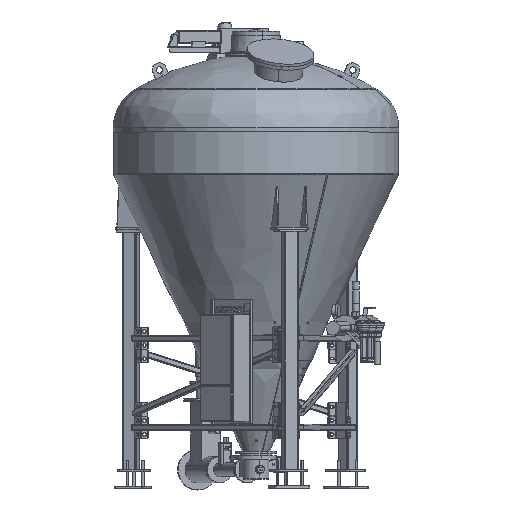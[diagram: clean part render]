
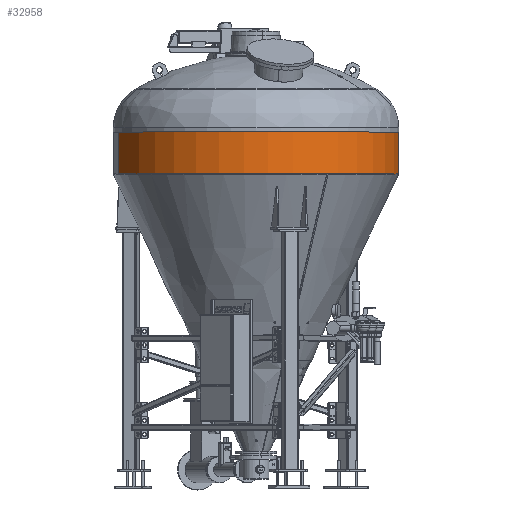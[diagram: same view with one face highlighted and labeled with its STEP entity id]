
A CAD part, top view. The second image highlights one B-rep face of the part: STEP entity #32958.
In plain terms, the highlighted cylindrical face has radius 1200 mm (diameter 2400 mm), a partial arc.
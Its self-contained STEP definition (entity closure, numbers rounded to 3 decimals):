
#655 = ORIENTED_EDGE ( 'NONE', *, *, #72014, .T. ) ;
#2731 = CIRCLE ( 'NONE', #68738, 1200. ) ;
#3108 = ORIENTED_EDGE ( 'NONE', *, *, #68468, .F. ) ;
#4245 = DIRECTION ( 'NONE',  ( 0., 1., 0. ) ) ;
#4792 = DIRECTION ( 'NONE',  ( 0., -1., 0. ) ) ;
#9248 = CYLINDRICAL_SURFACE ( 'NONE', #53562, 1200. ) ;
#11517 = DIRECTION ( 'NONE',  ( 0., -1., 0. ) ) ;
#12025 = CARTESIAN_POINT ( 'NONE',  ( 185.109, 348.548, -964.08 ) ) ;
#18384 = VERTEX_POINT ( 'NONE', #27922 ) ;
#18422 = VECTOR ( 'NONE', #4792, 1000. ) ;
#21593 = VECTOR ( 'NONE', #11517, 1000. ) ;
#24842 = AXIS2_PLACEMENT_3D ( 'NONE', #79113, #4245, #72140 ) ;
#26866 = CIRCLE ( 'NONE', #24842, 1200. ) ;
#27922 = CARTESIAN_POINT ( 'NONE',  ( 1344.22, -1.452, -1274.663 ) ) ;
#32958 = ADVANCED_FACE ( 'NONE', ( #97825 ), #9248, .T. ) ;
#33450 = CARTESIAN_POINT ( 'NONE',  ( 1344.22, 348.548, -1274.663 ) ) ;
#39165 = VERTEX_POINT ( 'NONE', #85715 ) ;
#41905 = CARTESIAN_POINT ( 'NONE',  ( 185.109, 348.548, -964.08 ) ) ;
#43697 = ORIENTED_EDGE ( 'NONE', *, *, #55059, .F. ) ;
#48654 = DIRECTION ( 'NONE',  ( 0., -1., 0. ) ) ;
#48843 = ORIENTED_EDGE ( 'NONE', *, *, #51741, .T. ) ;
#49286 = DIRECTION ( 'NONE',  ( 0.966, 0., -0.259 ) ) ;
#51741 = EDGE_CURVE ( 'NONE', #85566, #39165, #66847, .T. ) ;
#53184 = EDGE_LOOP ( 'NONE', ( #43697, #48843, #655, #3108 ) ) ;
#53562 = AXIS2_PLACEMENT_3D ( 'NONE', #12025, #48654, #49286 ) ;
#55059 = EDGE_CURVE ( 'NONE', #85566, #64243, #2731, .T. ) ;
#56081 = CARTESIAN_POINT ( 'NONE',  ( 1344.22, 348.548, -1274.663 ) ) ;
#56258 = CARTESIAN_POINT ( 'NONE',  ( -974.002, 348.548, -653.497 ) ) ;
#56440 = DIRECTION ( 'NONE',  ( 0., 1., 0. ) ) ;
#57413 = DIRECTION ( 'NONE',  ( -0.966, 0., 0.259 ) ) ;
#64243 = VERTEX_POINT ( 'NONE', #33450 ) ;
#66847 = LINE ( 'NONE', #56258, #18422 ) ;
#68468 = EDGE_CURVE ( 'NONE', #64243, #18384, #78277, .T. ) ;
#68738 = AXIS2_PLACEMENT_3D ( 'NONE', #41905, #56440, #57413 ) ;
#72014 = EDGE_CURVE ( 'NONE', #39165, #18384, #26866, .T. ) ;
#72140 = DIRECTION ( 'NONE',  ( -0.966, 0., 0.259 ) ) ;
#78277 = LINE ( 'NONE', #56081, #21593 ) ;
#79113 = CARTESIAN_POINT ( 'NONE',  ( 185.109, -1.452, -964.08 ) ) ;
#85566 = VERTEX_POINT ( 'NONE', #94713 ) ;
#85715 = CARTESIAN_POINT ( 'NONE',  ( -974.002, -1.452, -653.497 ) ) ;
#94713 = CARTESIAN_POINT ( 'NONE',  ( -974.002, 348.548, -653.497 ) ) ;
#97825 = FACE_OUTER_BOUND ( 'NONE', #53184, .T. ) ;
